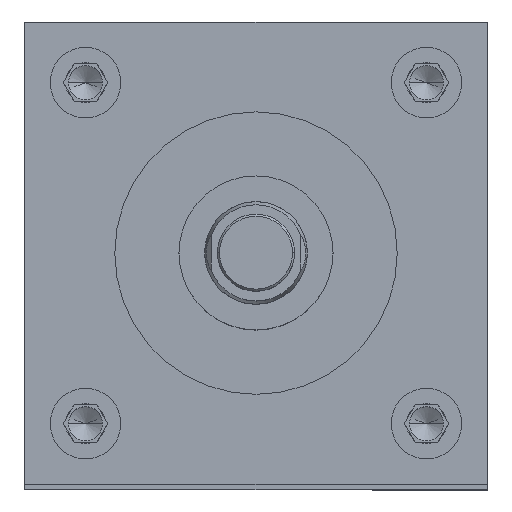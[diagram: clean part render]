
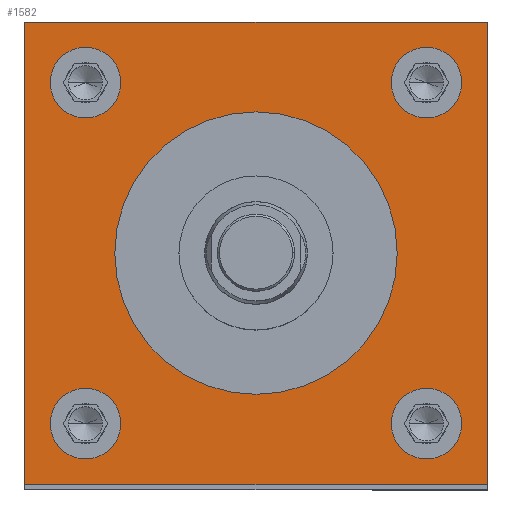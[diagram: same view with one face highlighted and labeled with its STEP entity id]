
A CAD part, top view. The second image highlights one B-rep face of the part: STEP entity #1582.
In plain terms, the highlighted planar face has unit normal (0, 0, 1).
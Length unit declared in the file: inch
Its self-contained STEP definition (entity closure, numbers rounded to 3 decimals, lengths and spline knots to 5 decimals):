
#6 = AXIS2_PLACEMENT_3D ( 'NONE', #3433, #1387, #5298 ) ;
#8 = DIRECTION ( 'NONE',  ( 1., 0., 0. ) ) ;
#39 = LINE ( 'NONE', #1957, #3136 ) ;
#88 = VERTEX_POINT ( 'NONE', #2398 ) ;
#117 = AXIS2_PLACEMENT_3D ( 'NONE', #2234, #3194, #5573 ) ;
#127 = CARTESIAN_POINT ( 'NONE',  ( 1.3165, -1.66, 32.25 ) ) ;
#141 = EDGE_CURVE ( 'NONE', #1286, #4401, #39, .T. ) ;
#288 = DIRECTION ( 'NONE',  ( 0., 0., 1. ) ) ;
#341 = VERTEX_POINT ( 'NONE', #5201 ) ;
#402 = DIRECTION ( 'NONE',  ( 0., 0., 1. ) ) ;
#502 = VERTEX_POINT ( 'NONE', #4445 ) ;
#532 = VECTOR ( 'NONE', #2541, 39.37008 ) ;
#537 = LINE ( 'NONE', #6179, #5498 ) ;
#606 = VERTEX_POINT ( 'NONE', #3164 ) ;
#656 = EDGE_CURVE ( 'NONE', #5261, #2020, #4346, .T. ) ;
#665 = CIRCLE ( 'NONE', #4519, 0.3435 ) ;
#724 = EDGE_LOOP ( 'NONE', ( #5205, #5497 ) ) ;
#735 = DIRECTION ( 'NONE',  ( 1., 0., 0. ) ) ;
#795 = DIRECTION ( 'NONE',  ( 1., 0., 0. ) ) ;
#837 = VERTEX_POINT ( 'NONE', #4848 ) ;
#847 = CIRCLE ( 'NONE', #4403, 0.3435 ) ;
#885 = DIRECTION ( 'NONE',  ( 1., 0., 0. ) ) ;
#892 = CARTESIAN_POINT ( 'NONE',  ( 1.66, 1.66, 32.25 ) ) ;
#990 = EDGE_LOOP ( 'NONE', ( #1276, #3070, #1678, #3601 ) ) ;
#1103 = CARTESIAN_POINT ( 'NONE',  ( 1.66, 1.66, 32.25 ) ) ;
#1118 = FACE_BOUND ( 'NONE', #724, .T. ) ;
#1276 = ORIENTED_EDGE ( 'NONE', *, *, #3301, .T. ) ;
#1286 = VERTEX_POINT ( 'NONE', #2548 ) ;
#1319 = EDGE_CURVE ( 'NONE', #606, #3765, #3311, .T. ) ;
#1358 = FACE_OUTER_BOUND ( 'NONE', #990, .T. ) ;
#1387 = DIRECTION ( 'NONE',  ( 0., 0., -1. ) ) ;
#1474 = FACE_BOUND ( 'NONE', #2973, .T. ) ;
#1483 = ORIENTED_EDGE ( 'NONE', *, *, #1319, .F. ) ;
#1517 = ORIENTED_EDGE ( 'NONE', *, *, #1781, .F. ) ;
#1582 = ADVANCED_FACE ( 'NONE', ( #4259, #1118, #1474, #6212, #3365, #1358 ), #3812, .F. ) ;
#1610 = CARTESIAN_POINT ( 'NONE',  ( 1.66, -1.66, 32.25 ) ) ;
#1678 = ORIENTED_EDGE ( 'NONE', *, *, #3582, .T. ) ;
#1731 = CARTESIAN_POINT ( 'NONE',  ( 0., 0., 32.25 ) ) ;
#1769 = LINE ( 'NONE', #5708, #2121 ) ;
#1781 = EDGE_CURVE ( 'NONE', #4722, #502, #4555, .T. ) ;
#1841 = VERTEX_POINT ( 'NONE', #4779 ) ;
#1939 = EDGE_CURVE ( 'NONE', #837, #5944, #3276, .T. ) ;
#1957 = CARTESIAN_POINT ( 'NONE',  ( -2.25, 2.25, 32.25 ) ) ;
#2020 = VERTEX_POINT ( 'NONE', #3531 ) ;
#2028 = EDGE_LOOP ( 'NONE', ( #5108, #2561 ) ) ;
#2045 = DIRECTION ( 'NONE',  ( 0., 0., 1. ) ) ;
#2074 = CARTESIAN_POINT ( 'NONE',  ( 1.66, -1.66, 32.25 ) ) ;
#2121 = VECTOR ( 'NONE', #2411, 39.37008 ) ;
#2136 = VERTEX_POINT ( 'NONE', #4647 ) ;
#2190 = EDGE_CURVE ( 'NONE', #2020, #5261, #665, .T. ) ;
#2213 = DIRECTION ( 'NONE',  ( 1., 0., 0. ) ) ;
#2234 = CARTESIAN_POINT ( 'NONE',  ( -1.66, 1.66, 32.25 ) ) ;
#2378 = EDGE_CURVE ( 'NONE', #2136, #341, #6099, .T. ) ;
#2398 = CARTESIAN_POINT ( 'NONE',  ( -2.25, -2.25, 32.25 ) ) ;
#2411 = DIRECTION ( 'NONE',  ( 1., 0., 0. ) ) ;
#2433 = EDGE_LOOP ( 'NONE', ( #1517, #4353 ) ) ;
#2533 = AXIS2_PLACEMENT_3D ( 'NONE', #6175, #2788, #795 ) ;
#2541 = DIRECTION ( 'NONE',  ( 0., -1., 0. ) ) ;
#2548 = CARTESIAN_POINT ( 'NONE',  ( 2.25, 2.25, 32.25 ) ) ;
#2557 = AXIS2_PLACEMENT_3D ( 'NONE', #892, #5269, #2567 ) ;
#2561 = ORIENTED_EDGE ( 'NONE', *, *, #2190, .F. ) ;
#2567 = DIRECTION ( 'NONE',  ( 1., 0., 0. ) ) ;
#2574 = EDGE_CURVE ( 'NONE', #341, #2136, #3814, .T. ) ;
#2788 = DIRECTION ( 'NONE',  ( 0., 0., 1. ) ) ;
#2795 = AXIS2_PLACEMENT_3D ( 'NONE', #6074, #5081, #735 ) ;
#2912 = DIRECTION ( 'NONE',  ( 0., 0., 1. ) ) ;
#2973 = EDGE_LOOP ( 'NONE', ( #5044, #4554 ) ) ;
#3070 = ORIENTED_EDGE ( 'NONE', *, *, #3078, .T. ) ;
#3078 = EDGE_CURVE ( 'NONE', #88, #1841, #1769, .T. ) ;
#3134 = DIRECTION ( 'NONE',  ( 1., 0., 0. ) ) ;
#3136 = VECTOR ( 'NONE', #4918, 39.37008 ) ;
#3164 = CARTESIAN_POINT ( 'NONE',  ( 2.0035, -1.66, 32.25 ) ) ;
#3194 = DIRECTION ( 'NONE',  ( 0., 0., 1. ) ) ;
#3276 = CIRCLE ( 'NONE', #2557, 0.3435 ) ;
#3293 = CARTESIAN_POINT ( 'NONE',  ( -1.66, 1.66, 32.25 ) ) ;
#3301 = EDGE_CURVE ( 'NONE', #4401, #88, #6001, .T. ) ;
#3311 = CIRCLE ( 'NONE', #4133, 0.3435 ) ;
#3365 = FACE_BOUND ( 'NONE', #2433, .T. ) ;
#3372 = AXIS2_PLACEMENT_3D ( 'NONE', #4421, #3998, #5894 ) ;
#3433 = CARTESIAN_POINT ( 'NONE',  ( -2.25, 2.25, 32.25 ) ) ;
#3531 = CARTESIAN_POINT ( 'NONE',  ( -2.0035, 1.66, 32.25 ) ) ;
#3582 = EDGE_CURVE ( 'NONE', #1841, #1286, #537, .T. ) ;
#3584 = CARTESIAN_POINT ( 'NONE',  ( 1.375, 0., 32.25 ) ) ;
#3601 = ORIENTED_EDGE ( 'NONE', *, *, #141, .T. ) ;
#3765 = VERTEX_POINT ( 'NONE', #127 ) ;
#3812 = PLANE ( 'NONE',  #6 ) ;
#3814 = CIRCLE ( 'NONE', #2795, 0.3435 ) ;
#3819 = CARTESIAN_POINT ( 'NONE',  ( -1.3165, 1.66, 32.25 ) ) ;
#3844 = DIRECTION ( 'NONE',  ( 0., 1., 0. ) ) ;
#3928 = EDGE_LOOP ( 'NONE', ( #1483, #4096 ) ) ;
#3998 = DIRECTION ( 'NONE',  ( 0., 0., 1. ) ) ;
#4034 = CARTESIAN_POINT ( 'NONE',  ( 1.3165, 1.66, 32.25 ) ) ;
#4096 = ORIENTED_EDGE ( 'NONE', *, *, #5453, .F. ) ;
#4133 = AXIS2_PLACEMENT_3D ( 'NONE', #2074, #5434, #4437 ) ;
#4196 = CIRCLE ( 'NONE', #5017, 0.3435 ) ;
#4259 = FACE_BOUND ( 'NONE', #3928, .T. ) ;
#4346 = CIRCLE ( 'NONE', #117, 0.3435 ) ;
#4352 = AXIS2_PLACEMENT_3D ( 'NONE', #1731, #402, #8 ) ;
#4353 = ORIENTED_EDGE ( 'NONE', *, *, #4405, .F. ) ;
#4401 = VERTEX_POINT ( 'NONE', #5231 ) ;
#4403 = AXIS2_PLACEMENT_3D ( 'NONE', #1103, #2045, #3134 ) ;
#4405 = EDGE_CURVE ( 'NONE', #502, #4722, #5367, .T. ) ;
#4421 = CARTESIAN_POINT ( 'NONE',  ( -1.66, -1.66, 32.25 ) ) ;
#4437 = DIRECTION ( 'NONE',  ( 1., 0., 0. ) ) ;
#4445 = CARTESIAN_POINT ( 'NONE',  ( -1.375, 0., 32.25 ) ) ;
#4463 = CARTESIAN_POINT ( 'NONE',  ( -2.25, -2.25, 32.25 ) ) ;
#4519 = AXIS2_PLACEMENT_3D ( 'NONE', #3293, #2912, #885 ) ;
#4554 = ORIENTED_EDGE ( 'NONE', *, *, #2574, .F. ) ;
#4555 = CIRCLE ( 'NONE', #4352, 1.375 ) ;
#4647 = CARTESIAN_POINT ( 'NONE',  ( -1.3165, -1.66, 32.25 ) ) ;
#4722 = VERTEX_POINT ( 'NONE', #3584 ) ;
#4779 = CARTESIAN_POINT ( 'NONE',  ( 2.25, -2.25, 32.25 ) ) ;
#4848 = CARTESIAN_POINT ( 'NONE',  ( 2.0035, 1.66, 32.25 ) ) ;
#4918 = DIRECTION ( 'NONE',  ( -1., 0., 0. ) ) ;
#5017 = AXIS2_PLACEMENT_3D ( 'NONE', #1610, #288, #2213 ) ;
#5044 = ORIENTED_EDGE ( 'NONE', *, *, #2378, .F. ) ;
#5081 = DIRECTION ( 'NONE',  ( 0., 0., 1. ) ) ;
#5108 = ORIENTED_EDGE ( 'NONE', *, *, #656, .F. ) ;
#5201 = CARTESIAN_POINT ( 'NONE',  ( -2.0035, -1.66, 32.25 ) ) ;
#5205 = ORIENTED_EDGE ( 'NONE', *, *, #1939, .F. ) ;
#5231 = CARTESIAN_POINT ( 'NONE',  ( -2.25, 2.25, 32.25 ) ) ;
#5261 = VERTEX_POINT ( 'NONE', #3819 ) ;
#5269 = DIRECTION ( 'NONE',  ( 0., 0., 1. ) ) ;
#5298 = DIRECTION ( 'NONE',  ( -1., 0., 0. ) ) ;
#5367 = CIRCLE ( 'NONE', #2533, 1.375 ) ;
#5434 = DIRECTION ( 'NONE',  ( 0., 0., 1. ) ) ;
#5453 = EDGE_CURVE ( 'NONE', #3765, #606, #4196, .T. ) ;
#5497 = ORIENTED_EDGE ( 'NONE', *, *, #6161, .F. ) ;
#5498 = VECTOR ( 'NONE', #3844, 39.37008 ) ;
#5573 = DIRECTION ( 'NONE',  ( 1., 0., 0. ) ) ;
#5708 = CARTESIAN_POINT ( 'NONE',  ( -2.25, -2.25, 32.25 ) ) ;
#5894 = DIRECTION ( 'NONE',  ( 1., 0., 0. ) ) ;
#5944 = VERTEX_POINT ( 'NONE', #4034 ) ;
#6001 = LINE ( 'NONE', #4463, #532 ) ;
#6074 = CARTESIAN_POINT ( 'NONE',  ( -1.66, -1.66, 32.25 ) ) ;
#6099 = CIRCLE ( 'NONE', #3372, 0.3435 ) ;
#6161 = EDGE_CURVE ( 'NONE', #5944, #837, #847, .T. ) ;
#6175 = CARTESIAN_POINT ( 'NONE',  ( 0., 0., 32.25 ) ) ;
#6179 = CARTESIAN_POINT ( 'NONE',  ( 2.25, -2.25, 32.25 ) ) ;
#6212 = FACE_BOUND ( 'NONE', #2028, .T. ) ;
